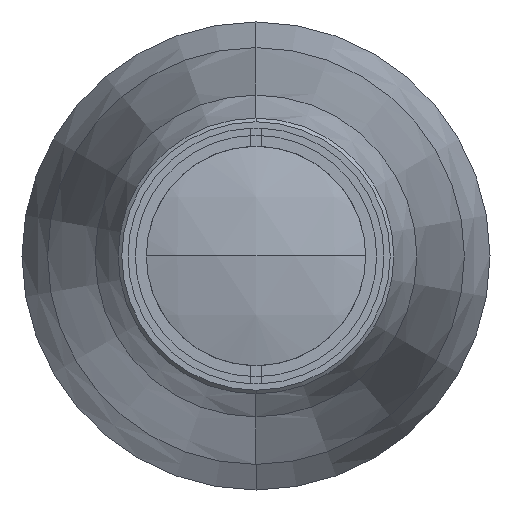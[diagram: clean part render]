
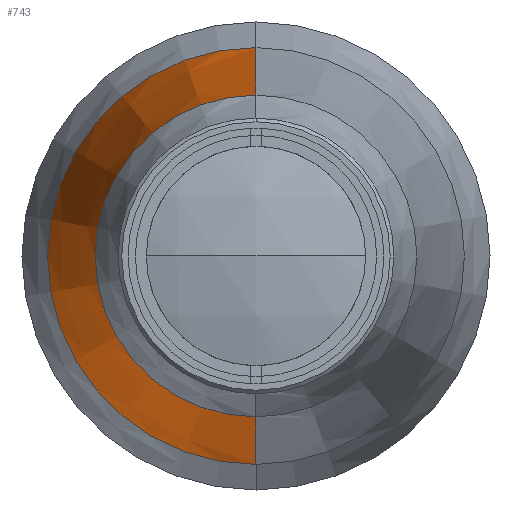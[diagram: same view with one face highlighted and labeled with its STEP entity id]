
A CAD part, left-side view. The second image highlights one B-rep face of the part: STEP entity #743.
In plain terms, the highlighted conical face has half-angle 7 degrees and reference radius 22 mm.
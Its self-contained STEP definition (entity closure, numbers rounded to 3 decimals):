
#115 = DIRECTION ( 'NONE',  ( 1., 0., 0. ) ) ;
#130 = EDGE_CURVE ( 'NONE', #1232, #2016, #324, .T. ) ;
#159 = CARTESIAN_POINT ( 'NONE',  ( 301.02, 0., -28.498 ) ) ;
#324 = CIRCLE ( 'NONE', #2244, 28.498 ) ;
#467 = DIRECTION ( 'NONE',  ( 0., 0., -1. ) ) ;
#502 = ORIENTED_EDGE ( 'NONE', *, *, #1454, .T. ) ;
#514 = EDGE_CURVE ( 'NONE', #2266, #1134, #1335, .T. ) ;
#553 = CARTESIAN_POINT ( 'NONE',  ( 301.02, 0., 28.498 ) ) ;
#636 = CARTESIAN_POINT ( 'NONE',  ( 248.1, 0., 0. ) ) ;
#653 = DIRECTION ( 'NONE',  ( 0.993, 0., 0.122 ) ) ;
#743 = ADVANCED_FACE ( 'NONE', ( #1488 ), #2046, .T. ) ;
#746 = CARTESIAN_POINT ( 'NONE',  ( 248.1, 0., 22. ) ) ;
#843 = LINE ( 'NONE', #2215, #1420 ) ;
#965 = AXIS2_PLACEMENT_3D ( 'NONE', #636, #115, #467 ) ;
#1055 = EDGE_LOOP ( 'NONE', ( #1613, #502, #2461, #2269 ) ) ;
#1134 = VERTEX_POINT ( 'NONE', #746 ) ;
#1150 = DIRECTION ( 'NONE',  ( 0., 0., -1. ) ) ;
#1232 = VERTEX_POINT ( 'NONE', #159 ) ;
#1270 = CARTESIAN_POINT ( 'NONE',  ( 301.02, 0., 0. ) ) ;
#1335 = CIRCLE ( 'NONE', #965, 22. ) ;
#1404 = LINE ( 'NONE', #1938, #1661 ) ;
#1420 = VECTOR ( 'NONE', #653, 1000. ) ;
#1454 = EDGE_CURVE ( 'NONE', #1134, #2016, #843, .T. ) ;
#1488 = FACE_OUTER_BOUND ( 'NONE', #1055, .T. ) ;
#1613 = ORIENTED_EDGE ( 'NONE', *, *, #514, .T. ) ;
#1650 = DIRECTION ( 'NONE',  ( 0., 0., -1. ) ) ;
#1661 = VECTOR ( 'NONE', #1986, 1000. ) ;
#1746 = EDGE_CURVE ( 'NONE', #2266, #1232, #1404, .T. ) ;
#1878 = CARTESIAN_POINT ( 'NONE',  ( 248.1, 0., 0. ) ) ;
#1938 = CARTESIAN_POINT ( 'NONE',  ( 248.1, 0., -22. ) ) ;
#1986 = DIRECTION ( 'NONE',  ( 0.993, 0., -0.122 ) ) ;
#1994 = DIRECTION ( 'NONE',  ( 1., 0., 0. ) ) ;
#2016 = VERTEX_POINT ( 'NONE', #553 ) ;
#2046 = CONICAL_SURFACE ( 'NONE', #2353, 22., 0.122 ) ;
#2059 = DIRECTION ( 'NONE',  ( 1., 0., 0. ) ) ;
#2114 = CARTESIAN_POINT ( 'NONE',  ( 248.1, 0., -22. ) ) ;
#2215 = CARTESIAN_POINT ( 'NONE',  ( 248.1, 0., 22. ) ) ;
#2244 = AXIS2_PLACEMENT_3D ( 'NONE', #1270, #1994, #1650 ) ;
#2266 = VERTEX_POINT ( 'NONE', #2114 ) ;
#2269 = ORIENTED_EDGE ( 'NONE', *, *, #1746, .F. ) ;
#2353 = AXIS2_PLACEMENT_3D ( 'NONE', #1878, #2059, #1150 ) ;
#2461 = ORIENTED_EDGE ( 'NONE', *, *, #130, .F. ) ;
